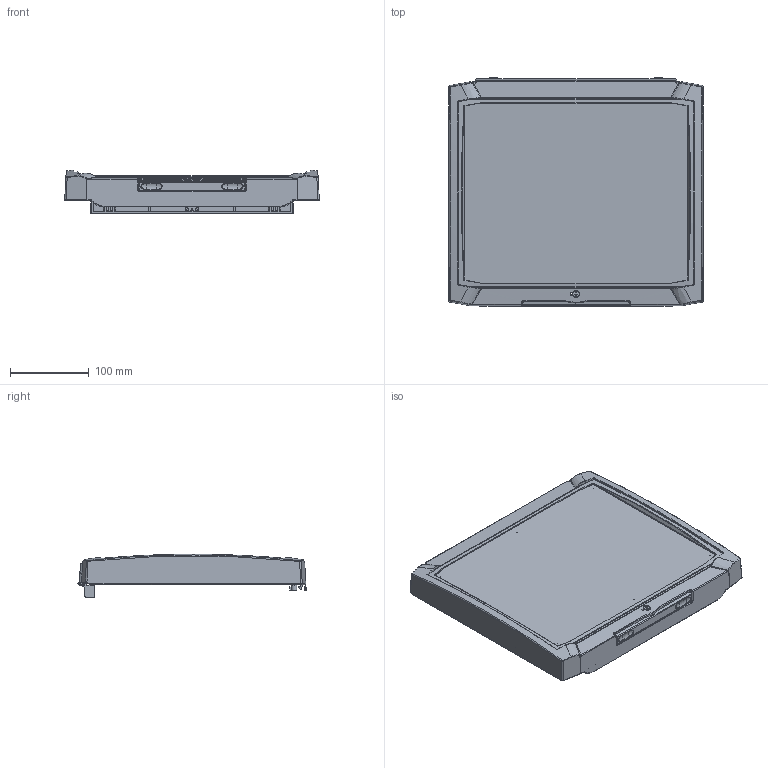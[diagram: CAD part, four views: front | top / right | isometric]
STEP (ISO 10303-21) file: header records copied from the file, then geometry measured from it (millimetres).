
FILE_DESCRIPTION((''),'2;1');
FILE_NAME('20311535_BCD 310 OT-FSC-7035.stp','2009-10-02T07:59:56',('haertel'),(''),'Autodesk Inventor 2009','Autodesk Inventor 2009','');
FILE_SCHEMA(('AUTOMOTIVE_DESIGN { 1 0 10303 214 1 1 1 1 }'));
Length unit declared in the file: millimetre
Products named in the file (10): 20311535_BCD 310 OT-FSC-7035; 1009525_3D; PART1; 1008986_3D; PART11; 1009534_3D; PART12; 1009524_3D; PART13; 1008989_3D
Assembly tree (9 placements, depth 3):
  20311535_BCD 310 OT-FSC-7035
    1009525_3D
      PART1
    1008986_3D
      PART11
    1009534_3D
      PART12
    1009524_3D
      PART13
    1008989_3D
Bounding box: 324 x 290.56 x 55.53 mm (x, y, z)
Volume: 608998.8 mm3; surface area: 406576.7 mm2
Topology: 5 solids, 5 shells, 2031 faces, 5421 edges, 3343 vertices
Faces by surface type: plane 1037, cylinder 509, bspline 393, cone 50, sphere 26, torus 16
Full cylindrical faces by diameter (mm): 2 x2, 2.15 x8, 3 x1, 6.95 x1
Entity records: 79616 total; most frequent: CARTESIAN_POINT 30579, ORIENTED_EDGE 10520, DIRECTION 9787, EDGE_CURVE 5260, VERTEX_POINT 3320, AXIS2_PLACEMENT_3D 3279, VECTOR 3229, LINE 3229
